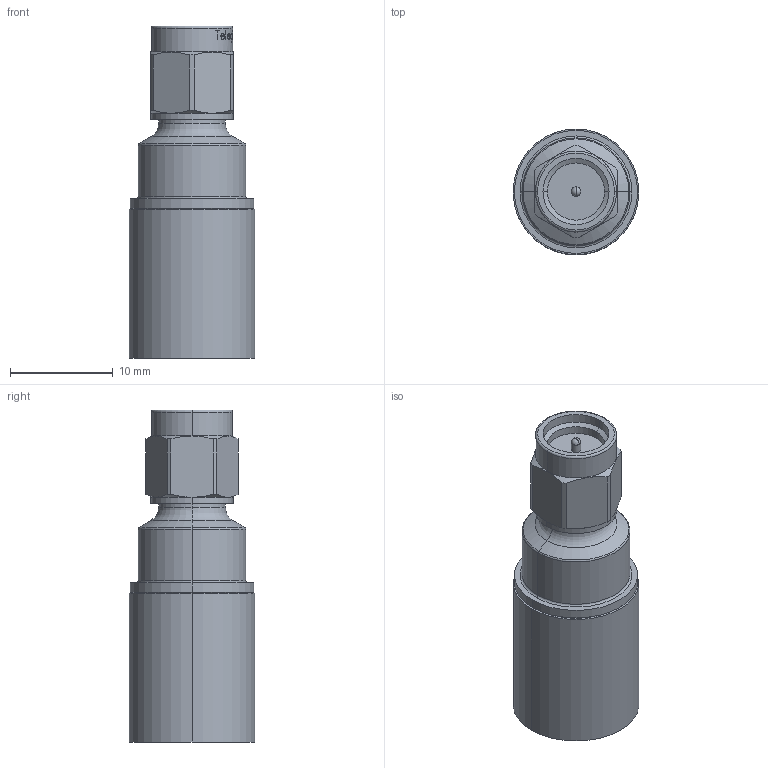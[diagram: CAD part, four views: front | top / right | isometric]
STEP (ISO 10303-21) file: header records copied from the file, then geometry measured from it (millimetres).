
FILE_DESCRIPTION (( 'STEP AP214' ), '1' );
FILE_NAME ('J01150A0588.STEP', '2018-11-15T14:49:55', ( '' ), ( '' ), 'SwSTEP 2.0', 'SolidWorks 2017', '' );
FILE_SCHEMA (( 'AUTOMOTIVE_DESIGN' ));
Length unit declared in the file: millimetre
Products named in the file (1): J01150A0588
Bounding box: 12.25 x 12.25 x 32.35 mm (x, y, z)
Volume: 2086.1 mm3; surface area: 1795.2 mm2
Topology: 1 solids, 1 shells, 426 faces, 1171 edges, 769 vertices
Faces by surface type: bspline 253, plane 95, cylinder 50, cone 18, torus 8, sphere 2
Entity records: 19605 total; most frequent: CARTESIAN_POINT 6399, ORIENTED_EDGE 2338, EDGE_CURVE 1169, B_SPLINE_CURVE_WITH_KNOTS 855, DIRECTION 830, VERTEX_POINT 769, EDGE_LOOP 450, ADVANCED_FACE 426
